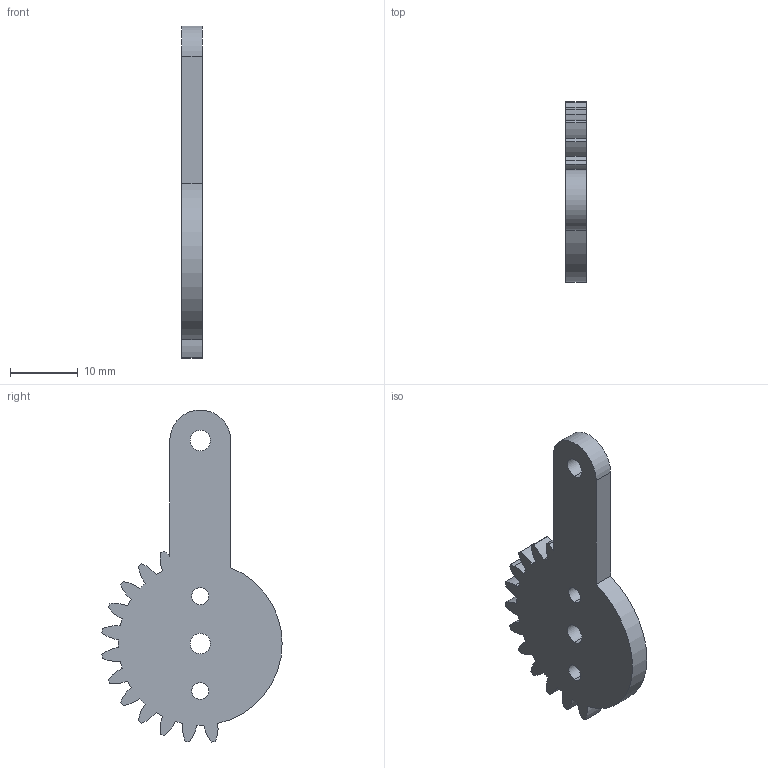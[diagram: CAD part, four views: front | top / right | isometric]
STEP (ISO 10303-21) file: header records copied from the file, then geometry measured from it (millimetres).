
FILE_DESCRIPTION (( 'STEP AP203' ), '1' );
FILE_NAME ('[Fix 1] 1.Ref - Capit 4_Default_sldprt.STEP', '2023-11-06T02:32:53', ( '' ), ( '' ), 'SwSTEP 2.0', 'SolidWorks 2023', '' );
FILE_SCHEMA (( 'CONFIG_CONTROL_DESIGN' ));
Length unit declared in the file: millimetre
Products named in the file (1): [Fix 1] 1.Ref - Capit 4_Default_sldprt
Bounding box: 3 x 26.63 x 49.04 mm (x, y, z)
Volume: 2035.4 mm3; surface area: 1951.1 mm2
Topology: 1 solids, 1 shells, 63 faces, 183 edges, 122 vertices
Faces by surface type: cylinder 59, plane 4
Entity records: 2248 total; most frequent: DIRECTION 429, CARTESIAN_POINT 369, ORIENTED_EDGE 366, EDGE_CURVE 183, AXIS2_PLACEMENT_3D 182, VERTEX_POINT 122, CIRCLE 118, EDGE_LOOP 71
